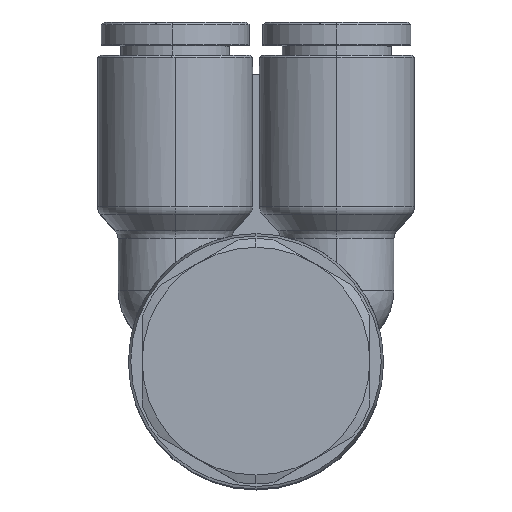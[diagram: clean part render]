
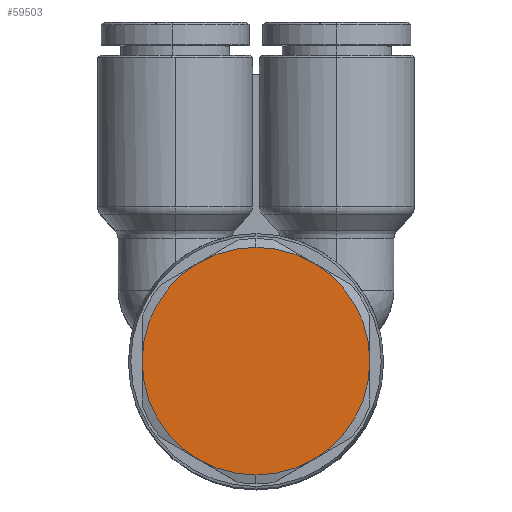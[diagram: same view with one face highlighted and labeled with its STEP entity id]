
A CAD part, top view. The second image highlights one B-rep face of the part: STEP entity #59503.
In plain terms, the highlighted planar face has unit normal (0, 0, 1).
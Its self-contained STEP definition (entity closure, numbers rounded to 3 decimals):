
#3343=CARTESIAN_POINT('',(16.2,7.1,14.5));
#3344=VERTEX_POINT('',#3343);
#3353=CARTESIAN_POINT('',(14.86,2.1,14.5));
#3354=VERTEX_POINT('',#3353);
#3355=CARTESIAN_POINT('',(6.2,7.1,14.5));
#3356=DIRECTION('',(0.0,0.0,1.0));
#3357=DIRECTION('',(-1.0,0.0,0.0));
#3358=AXIS2_PLACEMENT_3D('',#3355,#3356,#3357);
#3359=CIRCLE('',#3358,10.);
#3360=EDGE_CURVE('',#3354,#3344,#3359,.T.);
#3394=CARTESIAN_POINT('',(-3.8,7.1,14.5));
#3395=VERTEX_POINT('',#3394);
#3411=CARTESIAN_POINT('',(-2.46,2.1,14.5));
#3412=VERTEX_POINT('',#3411);
#3426=CARTESIAN_POINT('',(6.2,7.1,14.5));
#3427=DIRECTION('',(0.0,0.0,1.0));
#3428=DIRECTION('',(-1.0,0.0,0.0));
#3429=AXIS2_PLACEMENT_3D('',#3426,#3427,#3428);
#3430=CIRCLE('',#3429,10.);
#3431=EDGE_CURVE('',#3395,#3412,#3430,.T.);
#59066=CARTESIAN_POINT('',(14.86,12.1,14.5));
#59067=VERTEX_POINT('',#59066);
#59140=CARTESIAN_POINT('',(6.2,-2.9,14.5));
#59141=VERTEX_POINT('',#59140);
#59184=CARTESIAN_POINT('',(-2.46,12.1,14.5));
#59185=VERTEX_POINT('',#59184);
#59186=CARTESIAN_POINT('',(6.2,7.1,14.5));
#59187=DIRECTION('',(0.0,0.0,1.0));
#59188=DIRECTION('',(-1.0,0.0,0.0));
#59189=AXIS2_PLACEMENT_3D('',#59186,#59187,#59188);
#59190=CIRCLE('',#59189,10.);
#59191=EDGE_CURVE('',#59185,#3395,#59190,.T.);
#59259=CARTESIAN_POINT('',(6.2,17.1,14.5));
#59260=VERTEX_POINT('',#59259);
#59261=CARTESIAN_POINT('',(6.2,7.1,14.5));
#59262=DIRECTION('',(0.0,0.0,1.0));
#59263=DIRECTION('',(-1.0,0.0,0.0));
#59264=AXIS2_PLACEMENT_3D('',#59261,#59262,#59263);
#59265=CIRCLE('',#59264,10.);
#59266=EDGE_CURVE('',#59260,#59185,#59265,.T.);
#59303=CARTESIAN_POINT('',(6.2,7.1,14.5));
#59304=DIRECTION('',(0.0,0.0,1.0));
#59305=DIRECTION('',(-1.0,0.0,0.0));
#59306=AXIS2_PLACEMENT_3D('',#59303,#59304,#59305);
#59307=CIRCLE('',#59306,10.);
#59308=EDGE_CURVE('',#59067,#59260,#59307,.T.);
#59322=CARTESIAN_POINT('',(6.2,7.1,14.5));
#59323=DIRECTION('',(0.0,0.0,1.0));
#59324=DIRECTION('',(-1.0,0.0,0.0));
#59325=AXIS2_PLACEMENT_3D('',#59322,#59323,#59324);
#59326=CIRCLE('',#59325,10.);
#59327=EDGE_CURVE('',#3344,#59067,#59326,.T.);
#59339=CARTESIAN_POINT('',(6.2,7.1,14.5));
#59340=DIRECTION('',(0.0,0.0,1.0));
#59341=DIRECTION('',(-1.0,0.0,0.0));
#59342=AXIS2_PLACEMENT_3D('',#59339,#59340,#59341);
#59343=CIRCLE('',#59342,10.);
#59344=EDGE_CURVE('',#59141,#3354,#59343,.T.);
#59357=CARTESIAN_POINT('',(6.2,7.1,14.5));
#59358=DIRECTION('',(0.0,0.0,1.0));
#59359=DIRECTION('',(-1.0,0.0,0.0));
#59360=AXIS2_PLACEMENT_3D('',#59357,#59358,#59359);
#59361=CIRCLE('',#59360,10.);
#59362=EDGE_CURVE('',#3412,#59141,#59361,.T.);
#59488=CARTESIAN_POINT('',(1.65,7.1,14.5));
#59489=DIRECTION('',(0.0,0.0,1.0));
#59490=DIRECTION('',(-1.0,0.0,0.0));
#59491=AXIS2_PLACEMENT_3D('',#59488,#59489,#59490);
#59492=PLANE('',#59491);
#59493=ORIENTED_EDGE('',*,*,#59362,.T.);
#59494=ORIENTED_EDGE('',*,*,#59344,.T.);
#59495=ORIENTED_EDGE('',*,*,#3360,.T.);
#59496=ORIENTED_EDGE('',*,*,#59327,.T.);
#59497=ORIENTED_EDGE('',*,*,#59308,.T.);
#59498=ORIENTED_EDGE('',*,*,#59266,.T.);
#59499=ORIENTED_EDGE('',*,*,#59191,.T.);
#59500=ORIENTED_EDGE('',*,*,#3431,.T.);
#59501=EDGE_LOOP('',(#59493,#59494,#59495,#59496,#59497,#59498,#59499,#59500));
#59502=FACE_OUTER_BOUND('',#59501,.T.);
#59503=ADVANCED_FACE('',(#59502),#59492,.T.);
